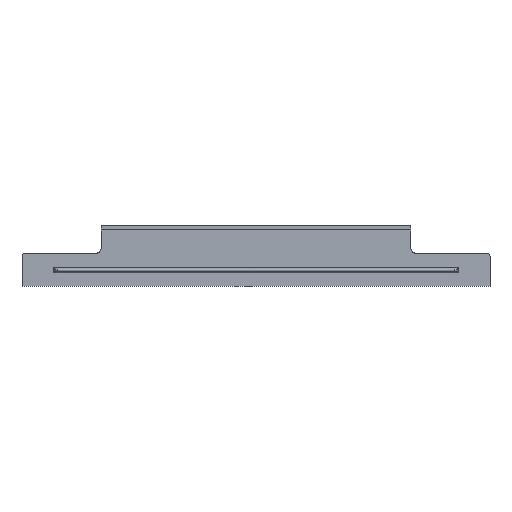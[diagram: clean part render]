
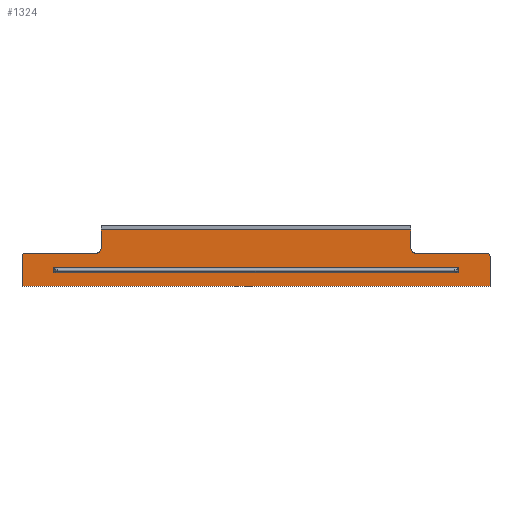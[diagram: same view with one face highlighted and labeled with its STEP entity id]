
A CAD part, front view. The second image highlights one B-rep face of the part: STEP entity #1324.
In plain terms, the highlighted planar face has unit normal (0, -1, 0).
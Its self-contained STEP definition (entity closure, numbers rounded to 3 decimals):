
#14 = DIRECTION ( 'NONE',  ( -1., 0., 0. ) ) ;
#20 = EDGE_CURVE ( 'NONE', #1442, #818, #543, .T. ) ;
#25 = DIRECTION ( 'NONE',  ( -1., 0., 0. ) ) ;
#29 = VERTEX_POINT ( 'NONE', #1026 ) ;
#30 = LINE ( 'NONE', #1473, #1105 ) ;
#33 = LINE ( 'NONE', #1882, #868 ) ;
#34 = CARTESIAN_POINT ( 'NONE',  ( 148., 9.3, 10.75 ) ) ;
#37 = VECTOR ( 'NONE', #335, 1000. ) ;
#51 = VERTEX_POINT ( 'NONE', #1845 ) ;
#59 = ORIENTED_EDGE ( 'NONE', *, *, #1578, .T. ) ;
#81 = AXIS2_PLACEMENT_3D ( 'NONE', #1576, #1280, #321 ) ;
#92 = LINE ( 'NONE', #832, #1528 ) ;
#122 = LINE ( 'NONE', #609, #765 ) ;
#128 = CARTESIAN_POINT ( 'NONE',  ( -98., 9.3, 13.75 ) ) ;
#136 = ORIENTED_EDGE ( 'NONE', *, *, #1654, .F. ) ;
#158 = VERTEX_POINT ( 'NONE', #744 ) ;
#184 = CARTESIAN_POINT ( 'NONE',  ( 128., 9.3, -0.7 ) ) ;
#185 = ORIENTED_EDGE ( 'NONE', *, *, #1729, .T. ) ;
#212 = CARTESIAN_POINT ( 'NONE',  ( -128., 9.3, 0.7 ) ) ;
#218 = VECTOR ( 'NONE', #554, 1000. ) ;
#219 = VERTEX_POINT ( 'NONE', #690 ) ;
#246 = CARTESIAN_POINT ( 'NONE',  ( 148., 9.3, -10.25 ) ) ;
#254 = VERTEX_POINT ( 'NONE', #1498 ) ;
#256 = DIRECTION ( 'NONE',  ( 0., 0., 1. ) ) ;
#315 = ORIENTED_EDGE ( 'NONE', *, *, #1481, .T. ) ;
#321 = DIRECTION ( 'NONE',  ( 0., 0., 1. ) ) ;
#328 = LINE ( 'NONE', #1448, #37 ) ;
#335 = DIRECTION ( 'NONE',  ( -1., 0., 0. ) ) ;
#349 = CARTESIAN_POINT ( 'NONE',  ( 128., 9.3, -10.25 ) ) ;
#368 = ORIENTED_EDGE ( 'NONE', *, *, #1682, .T. ) ;
#392 = ORIENTED_EDGE ( 'NONE', *, *, #600, .F. ) ;
#398 = CARTESIAN_POINT ( 'NONE',  ( 148., 9.3, -0.7 ) ) ;
#408 = VECTOR ( 'NONE', #820, 1000. ) ;
#471 = AXIS2_PLACEMENT_3D ( 'NONE', #1351, #723, #1182 ) ;
#473 = CIRCLE ( 'NONE', #1987, 3. ) ;
#503 = CARTESIAN_POINT ( 'NONE',  ( 146., 9.3, 10.75 ) ) ;
#543 = LINE ( 'NONE', #398, #218 ) ;
#554 = DIRECTION ( 'NONE',  ( 0., 0., -1. ) ) ;
#562 = DIRECTION ( 'NONE',  ( -1., 0., 0. ) ) ;
#596 = VERTEX_POINT ( 'NONE', #681 ) ;
#600 = EDGE_CURVE ( 'NONE', #818, #643, #1153, .T. ) ;
#609 = CARTESIAN_POINT ( 'NONE',  ( -98., 9.3, 25.45 ) ) ;
#643 = VERTEX_POINT ( 'NONE', #1623 ) ;
#645 = DIRECTION ( 'NONE',  ( 0., 1., 0. ) ) ;
#658 = DIRECTION ( 'NONE',  ( 0., 0., 1. ) ) ;
#665 = CARTESIAN_POINT ( 'NONE',  ( 101., 9.3, 13.75 ) ) ;
#667 = VERTEX_POINT ( 'NONE', #212 ) ;
#681 = CARTESIAN_POINT ( 'NONE',  ( 128., 9.3, 0.7 ) ) ;
#682 = EDGE_CURVE ( 'NONE', #1230, #596, #1289, .T. ) ;
#686 = EDGE_CURVE ( 'NONE', #1818, #51, #1604, .T. ) ;
#690 = CARTESIAN_POINT ( 'NONE',  ( 98., 9.3, 13.75 ) ) ;
#700 = EDGE_LOOP ( 'NONE', ( #1724, #1888, #185, #1205, #850, #59, #315, #779, #1572, #722, #368, #392 ) ) ;
#702 = LINE ( 'NONE', #1345, #1493 ) ;
#722 = ORIENTED_EDGE ( 'NONE', *, *, #1607, .T. ) ;
#723 = DIRECTION ( 'NONE',  ( 0., 1., 0. ) ) ;
#744 = CARTESIAN_POINT ( 'NONE',  ( 98., 9.3, 25.45 ) ) ;
#764 = VERTEX_POINT ( 'NONE', #1642 ) ;
#765 = VECTOR ( 'NONE', #1248, 1000. ) ;
#779 = ORIENTED_EDGE ( 'NONE', *, *, #999, .T. ) ;
#793 = VERTEX_POINT ( 'NONE', #128 ) ;
#818 = VERTEX_POINT ( 'NONE', #246 ) ;
#820 = DIRECTION ( 'NONE',  ( 0., 0., 1. ) ) ;
#832 = CARTESIAN_POINT ( 'NONE',  ( -148., 9.3, -0.7 ) ) ;
#838 = FACE_OUTER_BOUND ( 'NONE', #700, .T. ) ;
#850 = ORIENTED_EDGE ( 'NONE', *, *, #1870, .T. ) ;
#868 = VECTOR ( 'NONE', #14, 1000. ) ;
#874 = CARTESIAN_POINT ( 'NONE',  ( -98., 9.3, 25.45 ) ) ;
#901 = CIRCLE ( 'NONE', #1722, 2. ) ;
#912 = EDGE_CURVE ( 'NONE', #1230, #764, #328, .T. ) ;
#930 = CIRCLE ( 'NONE', #81, 2. ) ;
#972 = DIRECTION ( 'NONE',  ( 0., 0., 1. ) ) ;
#999 = EDGE_CURVE ( 'NONE', #793, #1818, #1369, .T. ) ;
#1004 = CARTESIAN_POINT ( 'NONE',  ( 148., 9.3, 25.45 ) ) ;
#1015 = DIRECTION ( 'NONE',  ( 0., 0., 1. ) ) ;
#1017 = VERTEX_POINT ( 'NONE', #874 ) ;
#1022 = LINE ( 'NONE', #1308, #2017 ) ;
#1026 = CARTESIAN_POINT ( 'NONE',  ( -148., 9.3, 8.75 ) ) ;
#1090 = CARTESIAN_POINT ( 'NONE',  ( 148., 9.3, 8.75 ) ) ;
#1105 = VECTOR ( 'NONE', #658, 1000. ) ;
#1140 = LINE ( 'NONE', #1609, #408 ) ;
#1153 = LINE ( 'NONE', #1460, #1913 ) ;
#1164 = AXIS2_PLACEMENT_3D ( 'NONE', #1004, #1952, #1015 ) ;
#1182 = DIRECTION ( 'NONE',  ( 0., 0., 1. ) ) ;
#1198 = DIRECTION ( 'NONE',  ( 0., 0., -1. ) ) ;
#1205 = ORIENTED_EDGE ( 'NONE', *, *, #1237, .T. ) ;
#1230 = VERTEX_POINT ( 'NONE', #184 ) ;
#1237 = EDGE_CURVE ( 'NONE', #254, #219, #473, .T. ) ;
#1248 = DIRECTION ( 'NONE',  ( 0., 0., -1. ) ) ;
#1253 = VERTEX_POINT ( 'NONE', #503 ) ;
#1280 = DIRECTION ( 'NONE',  ( 0., -1., 0. ) ) ;
#1289 = LINE ( 'NONE', #349, #2014 ) ;
#1308 = CARTESIAN_POINT ( 'NONE',  ( 148., 9.3, 0.7 ) ) ;
#1322 = PLANE ( 'NONE',  #1164 ) ;
#1324 = ADVANCED_FACE ( 'NONE', ( #1624, #838 ), #1322, .F. ) ;
#1345 = CARTESIAN_POINT ( 'NONE',  ( 148., 9.3, 10.75 ) ) ;
#1351 = CARTESIAN_POINT ( 'NONE',  ( -101., 9.3, 13.75 ) ) ;
#1369 = CIRCLE ( 'NONE', #471, 3. ) ;
#1413 = ORIENTED_EDGE ( 'NONE', *, *, #1849, .T. ) ;
#1432 = EDGE_LOOP ( 'NONE', ( #1569, #1472, #1413, #136 ) ) ;
#1442 = VERTEX_POINT ( 'NONE', #1090 ) ;
#1448 = CARTESIAN_POINT ( 'NONE',  ( 148., 9.3, -0.7 ) ) ;
#1455 = CARTESIAN_POINT ( 'NONE',  ( -101., 9.3, 10.75 ) ) ;
#1460 = CARTESIAN_POINT ( 'NONE',  ( 148., 9.3, -10.25 ) ) ;
#1472 = ORIENTED_EDGE ( 'NONE', *, *, #912, .T. ) ;
#1473 = CARTESIAN_POINT ( 'NONE',  ( -128., 9.3, -10.25 ) ) ;
#1476 = DIRECTION ( 'NONE',  ( -1., 0., 0. ) ) ;
#1481 = EDGE_CURVE ( 'NONE', #1017, #793, #122, .T. ) ;
#1493 = VECTOR ( 'NONE', #562, 1000. ) ;
#1498 = CARTESIAN_POINT ( 'NONE',  ( 101., 9.3, 10.75 ) ) ;
#1528 = VECTOR ( 'NONE', #1198, 1000. ) ;
#1569 = ORIENTED_EDGE ( 'NONE', *, *, #682, .F. ) ;
#1572 = ORIENTED_EDGE ( 'NONE', *, *, #686, .T. ) ;
#1576 = CARTESIAN_POINT ( 'NONE',  ( -146., 9.3, 8.75 ) ) ;
#1578 = EDGE_CURVE ( 'NONE', #158, #1017, #33, .T. ) ;
#1604 = LINE ( 'NONE', #34, #1619 ) ;
#1607 = EDGE_CURVE ( 'NONE', #51, #29, #930, .T. ) ;
#1609 = CARTESIAN_POINT ( 'NONE',  ( 98., 9.3, 25.45 ) ) ;
#1619 = VECTOR ( 'NONE', #1785, 1000. ) ;
#1623 = CARTESIAN_POINT ( 'NONE',  ( -148., 9.3, -10.25 ) ) ;
#1624 = FACE_BOUND ( 'NONE', #1432, .T. ) ;
#1642 = CARTESIAN_POINT ( 'NONE',  ( -128., 9.3, -0.7 ) ) ;
#1654 = EDGE_CURVE ( 'NONE', #596, #667, #1022, .T. ) ;
#1663 = DIRECTION ( 'NONE',  ( 0., -1., 0. ) ) ;
#1682 = EDGE_CURVE ( 'NONE', #29, #643, #92, .T. ) ;
#1722 = AXIS2_PLACEMENT_3D ( 'NONE', #1961, #1663, #256 ) ;
#1724 = ORIENTED_EDGE ( 'NONE', *, *, #20, .F. ) ;
#1729 = EDGE_CURVE ( 'NONE', #1253, #254, #702, .T. ) ;
#1740 = EDGE_CURVE ( 'NONE', #1442, #1253, #901, .T. ) ;
#1785 = DIRECTION ( 'NONE',  ( -1., 0., 0. ) ) ;
#1818 = VERTEX_POINT ( 'NONE', #1455 ) ;
#1845 = CARTESIAN_POINT ( 'NONE',  ( -146., 9.3, 10.75 ) ) ;
#1849 = EDGE_CURVE ( 'NONE', #764, #667, #30, .T. ) ;
#1870 = EDGE_CURVE ( 'NONE', #219, #158, #1140, .T. ) ;
#1882 = CARTESIAN_POINT ( 'NONE',  ( 148., 9.3, 25.45 ) ) ;
#1888 = ORIENTED_EDGE ( 'NONE', *, *, #1740, .T. ) ;
#1903 = DIRECTION ( 'NONE',  ( 0., 0., 1. ) ) ;
#1913 = VECTOR ( 'NONE', #25, 1000. ) ;
#1952 = DIRECTION ( 'NONE',  ( 0., 1., 0. ) ) ;
#1961 = CARTESIAN_POINT ( 'NONE',  ( 146., 9.3, 8.75 ) ) ;
#1987 = AXIS2_PLACEMENT_3D ( 'NONE', #665, #645, #1903 ) ;
#2014 = VECTOR ( 'NONE', #972, 1000. ) ;
#2017 = VECTOR ( 'NONE', #1476, 1000. ) ;
